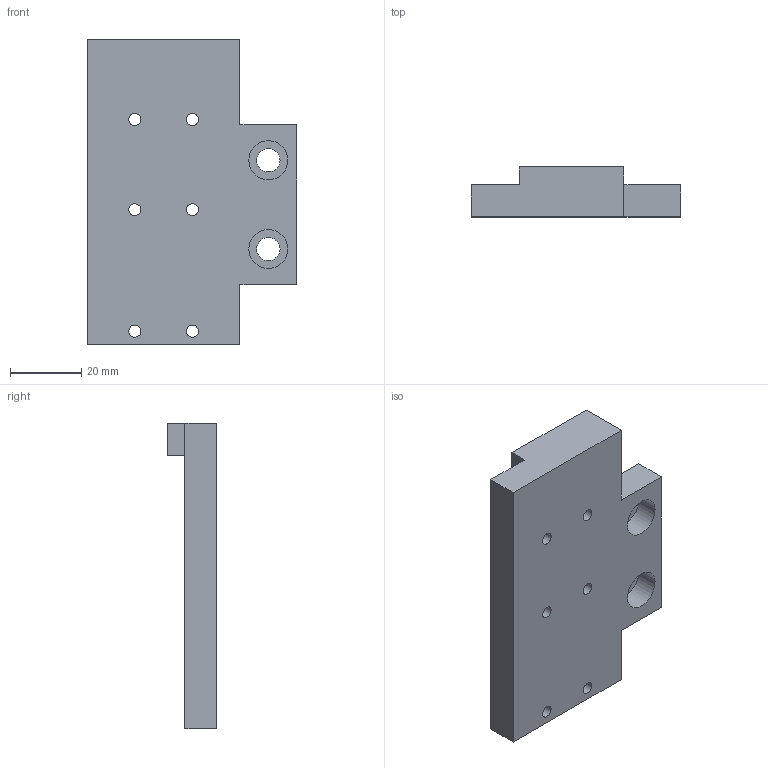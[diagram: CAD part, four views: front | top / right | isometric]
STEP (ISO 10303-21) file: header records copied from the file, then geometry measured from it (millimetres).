
FILE_DESCRIPTION(/* description */ (''),/* implementation_level */ '2;1');
FILE_NAME(/* name */ 'z-stage mount.step',/* time_stamp */ '2023-10-20T11:42:33+09:00',/* author */ (''),/* organization */ (''),/* preprocessor_version */ 'ST-DEVELOPER v20',/* originating_system */ 'Autodesk Translation Framework v12.9.0.99',/* authorisation */ '');
FILE_SCHEMA (('AUTOMOTIVE_DESIGN { 1 0 10303 214 3 1 1 }'));
Length unit declared in the file: millimetre
Products named in the file (1): z-stage mount
Bounding box: 59 x 14 x 86 mm (x, y, z)
Volume: 38723.6 mm3; surface area: 12908.3 mm2
Topology: 1 solids, 1 shells, 37 faces, 81 edges, 54 vertices
Faces by surface type: plane 21, cylinder 16
Full cylindrical faces by diameter (mm): 3.4 x6, 6.5 x6, 6.6 x2, 11 x2
Entity records: 1092 total; most frequent: DIRECTION 189, CARTESIAN_POINT 173, ORIENTED_EDGE 162, EDGE_CURVE 81, AXIS2_PLACEMENT_3D 70, EDGE_LOOP 61, VERTEX_POINT 54, LINE 49
